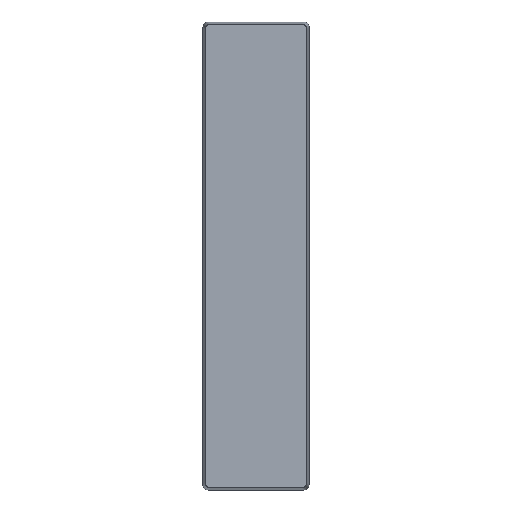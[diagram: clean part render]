
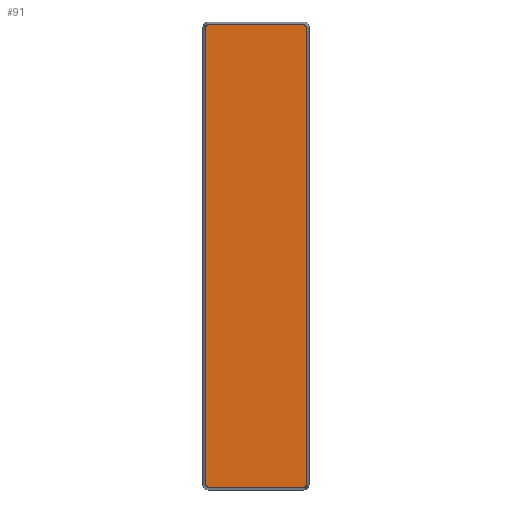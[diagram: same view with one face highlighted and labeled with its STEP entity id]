
A CAD part, top view. The second image highlights one B-rep face of the part: STEP entity #91.
In plain terms, the highlighted planar face has unit normal (0, 0, 1).
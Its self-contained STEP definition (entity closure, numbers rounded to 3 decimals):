
#4 = AXIS2_PLACEMENT_3D ( 'NONE', #347, #29, #260 ) ;
#8 = CARTESIAN_POINT ( 'NONE',  ( 19.659, 88.763, 8. ) ) ;
#17 = DIRECTION ( 'NONE',  ( 1., 0., 0. ) ) ;
#28 = LINE ( 'NONE', #111, #90 ) ;
#29 = DIRECTION ( 'NONE',  ( 0., 0., 1. ) ) ;
#38 = VECTOR ( 'NONE', #17, 1000. ) ;
#39 = CARTESIAN_POINT ( 'NONE',  ( -19.659, -88.763, 8. ) ) ;
#40 = CARTESIAN_POINT ( 'NONE',  ( 18.838, 89.584, 8. ) ) ;
#42 = ORIENTED_EDGE ( 'NONE', *, *, #61, .T. ) ;
#44 = CARTESIAN_POINT ( 'NONE',  ( -19.659, -87.595, 8. ) ) ;
#49 = ORIENTED_EDGE ( 'NONE', *, *, #139, .T. ) ;
#50 = CARTESIAN_POINT ( 'NONE',  ( 19.659, -88.763, 8. ) ) ;
#59 = EDGE_CURVE ( 'NONE', #169, #272, #96, .T. ) ;
#61 = EDGE_CURVE ( 'NONE', #153, #203, #271, .T. ) ;
#66 = CARTESIAN_POINT ( 'NONE',  ( -19.659, 87.595, 8. ) ) ;
#72 = CARTESIAN_POINT ( 'NONE',  ( -18.838, -89.584, 8. ) ) ;
#73 = CARTESIAN_POINT ( 'NONE',  ( 19.659, -87.595, 8. ) ) ;
#74 =( BOUNDED_CURVE ( )  B_SPLINE_CURVE ( 3, ( #314, #281, #50, #367 ),
 .UNSPECIFIED., .F., .F. ) 
 B_SPLINE_CURVE_WITH_KNOTS ( ( 4, 4 ),
 ( 5.503, 7.063 ),
 .UNSPECIFIED. ) 
 CURVE ( )  GEOMETRIC_REPRESENTATION_ITEM ( )  RATIONAL_B_SPLINE_CURVE ( ( 1., 0.807, 0.807, 1. ) ) 
 REPRESENTATION_ITEM ( '' )  );
#78 = DIRECTION ( 'NONE',  ( 0., -1., 0. ) ) ;
#79 = VERTEX_POINT ( 'NONE', #73 ) ;
#86 = EDGE_CURVE ( 'NONE', #127, #346, #206, .T. ) ;
#90 = VECTOR ( 'NONE', #364, 1000. ) ;
#91 = ADVANCED_FACE ( 'NONE', ( #124 ), #159, .T. ) ;
#96 =( BOUNDED_CURVE ( )  B_SPLINE_CURVE ( 3, ( #265, #39, #72, #358 ),
 .UNSPECIFIED., .F., .T. ) 
 B_SPLINE_CURVE_WITH_KNOTS ( ( 4, 4 ),
 ( 5.503, 7.063 ),
 .UNSPECIFIED. ) 
 CURVE ( )  GEOMETRIC_REPRESENTATION_ITEM ( )  RATIONAL_B_SPLINE_CURVE ( ( 1., 0.807, 0.807, 1. ) ) 
 REPRESENTATION_ITEM ( '' )  );
#100 = CARTESIAN_POINT ( 'NONE',  ( 17.67, 89.584, 8. ) ) ;
#105 = EDGE_CURVE ( 'NONE', #227, #79, #74, .T. ) ;
#107 = EDGE_CURVE ( 'NONE', #346, #169, #202, .T. ) ;
#111 = CARTESIAN_POINT ( 'NONE',  ( 19.659, 90.425, 8. ) ) ;
#112 = CARTESIAN_POINT ( 'NONE',  ( -19.659, 90.425, 8. ) ) ;
#124 = FACE_OUTER_BOUND ( 'NONE', #365, .T. ) ;
#127 = VERTEX_POINT ( 'NONE', #164 ) ;
#134 = CARTESIAN_POINT ( 'NONE',  ( 17.67, 89.584, 8. ) ) ;
#139 = EDGE_CURVE ( 'NONE', #272, #227, #345, .T. ) ;
#151 = CARTESIAN_POINT ( 'NONE',  ( 19.659, 87.595, 8. ) ) ;
#153 = VERTEX_POINT ( 'NONE', #192 ) ;
#158 = VECTOR ( 'NONE', #285, 1000. ) ;
#159 = PLANE ( 'NONE',  #4 ) ;
#164 = CARTESIAN_POINT ( 'NONE',  ( -17.67, 89.584, 8. ) ) ;
#169 = VERTEX_POINT ( 'NONE', #44 ) ;
#170 = CARTESIAN_POINT ( 'NONE',  ( 17.67, -89.584, 8. ) ) ;
#171 = ORIENTED_EDGE ( 'NONE', *, *, #86, .T. ) ;
#179 = ORIENTED_EDGE ( 'NONE', *, *, #105, .T. ) ;
#188 = CARTESIAN_POINT ( 'NONE',  ( -17.67, -89.584, 8. ) ) ;
#192 = CARTESIAN_POINT ( 'NONE',  ( 19.659, 87.595, 8. ) ) ;
#198 = EDGE_CURVE ( 'NONE', #79, #153, #28, .T. ) ;
#202 = LINE ( 'NONE', #112, #214 ) ;
#203 = VERTEX_POINT ( 'NONE', #134 ) ;
#206 =( BOUNDED_CURVE ( )  B_SPLINE_CURVE ( 3, ( #334, #233, #270, #360 ),
 .UNSPECIFIED., .F., .T. ) 
 B_SPLINE_CURVE_WITH_KNOTS ( ( 4, 4 ),
 ( 5.503, 7.063 ),
 .UNSPECIFIED. ) 
 CURVE ( )  GEOMETRIC_REPRESENTATION_ITEM ( )  RATIONAL_B_SPLINE_CURVE ( ( 1., 0.807, 0.807, 1. ) ) 
 REPRESENTATION_ITEM ( '' )  );
#214 = VECTOR ( 'NONE', #78, 1000. ) ;
#222 = ORIENTED_EDGE ( 'NONE', *, *, #107, .T. ) ;
#227 = VERTEX_POINT ( 'NONE', #170 ) ;
#228 = ORIENTED_EDGE ( 'NONE', *, *, #59, .T. ) ;
#233 = CARTESIAN_POINT ( 'NONE',  ( -18.838, 89.584, 8. ) ) ;
#234 = LINE ( 'NONE', #298, #158 ) ;
#256 = ORIENTED_EDGE ( 'NONE', *, *, #198, .T. ) ;
#260 = DIRECTION ( 'NONE',  ( 1., 0., 0. ) ) ;
#265 = CARTESIAN_POINT ( 'NONE',  ( -19.659, -87.595, 8. ) ) ;
#270 = CARTESIAN_POINT ( 'NONE',  ( -19.659, 88.763, 8. ) ) ;
#271 =( BOUNDED_CURVE ( )  B_SPLINE_CURVE ( 3, ( #151, #8, #40, #100 ),
 .UNSPECIFIED., .F., .T. ) 
 B_SPLINE_CURVE_WITH_KNOTS ( ( 4, 4 ),
 ( 5.503, 7.063 ),
 .UNSPECIFIED. ) 
 CURVE ( )  GEOMETRIC_REPRESENTATION_ITEM ( )  RATIONAL_B_SPLINE_CURVE ( ( 1., 0.807, 0.807, 1. ) ) 
 REPRESENTATION_ITEM ( '' )  );
#272 = VERTEX_POINT ( 'NONE', #188 ) ;
#279 = ORIENTED_EDGE ( 'NONE', *, *, #294, .T. ) ;
#281 = CARTESIAN_POINT ( 'NONE',  ( 18.838, -89.584, 8. ) ) ;
#285 = DIRECTION ( 'NONE',  ( -1., 0., 0. ) ) ;
#294 = EDGE_CURVE ( 'NONE', #203, #127, #234, .T. ) ;
#298 = CARTESIAN_POINT ( 'NONE',  ( -20.5, 89.584, 8. ) ) ;
#314 = CARTESIAN_POINT ( 'NONE',  ( 17.67, -89.584, 8. ) ) ;
#334 = CARTESIAN_POINT ( 'NONE',  ( -17.67, 89.584, 8. ) ) ;
#337 = CARTESIAN_POINT ( 'NONE',  ( -20.5, -89.584, 8. ) ) ;
#345 = LINE ( 'NONE', #337, #38 ) ;
#346 = VERTEX_POINT ( 'NONE', #66 ) ;
#347 = CARTESIAN_POINT ( 'NONE',  ( 0., 0., 8. ) ) ;
#358 = CARTESIAN_POINT ( 'NONE',  ( -17.67, -89.584, 8. ) ) ;
#360 = CARTESIAN_POINT ( 'NONE',  ( -19.659, 87.595, 8. ) ) ;
#364 = DIRECTION ( 'NONE',  ( 0., 1., 0. ) ) ;
#365 = EDGE_LOOP ( 'NONE', ( #256, #42, #279, #171, #222, #228, #49, #179 ) ) ;
#367 = CARTESIAN_POINT ( 'NONE',  ( 19.659, -87.595, 8. ) ) ;
